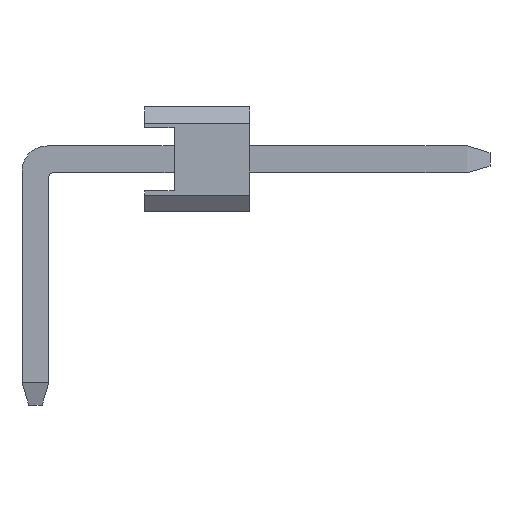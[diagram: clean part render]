
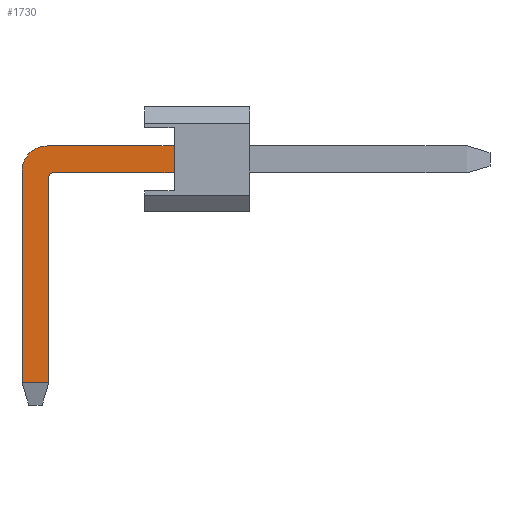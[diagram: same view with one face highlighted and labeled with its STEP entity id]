
A CAD part, left-side view. The second image highlights one B-rep face of the part: STEP entity #1730.
In plain terms, the highlighted planar face has unit normal (-1, 0, 0).
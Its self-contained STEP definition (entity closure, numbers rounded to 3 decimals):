
#1284=EDGE_CURVE('',#2366,#3366,#3738,.T.);
#1430=VERTEX_POINT('',#3900);
#1498=VERTEX_POINT('',#3970);
#1624=VERTEX_POINT('',#4105);
#1712=EDGE_CURVE('',#1430,#2046,#4202,.T.);
#1730=ADVANCED_FACE('',(#4220),#4221,.F.);
#1854=EDGE_CURVE('',#2366,#1624,#4359,.T.);
#1874=VERTEX_POINT('',#4380);
#1946=EDGE_CURVE('',#1874,#3266,#4456,.T.);
#2046=VERTEX_POINT('',#4568);
#2292=EDGE_CURVE('',#1624,#1498,#4838,.T.);
#2314=EDGE_CURVE('',#3366,#2768,#4864,.T.);
#2366=VERTEX_POINT('',#4919);
#2546=EDGE_CURVE('',#3266,#3076,#5112,.T.);
#2768=VERTEX_POINT('',#5360);
#2922=EDGE_CURVE('',#1498,#1430,#5529,.T.);
#3076=VERTEX_POINT('',#5700);
#3266=VERTEX_POINT('',#5907);
#3290=EDGE_CURVE('',#2768,#1874,#5934,.T.);
#3296=EDGE_CURVE('',#3076,#2046,#5940,.T.);
#3366=VERTEX_POINT('',#6013);
#3738=LINE('',#6428,#6429);
#3900=CARTESIAN_POINT('',(-7.94,-0.7,-0.32));
#3970=CARTESIAN_POINT('',(-7.94,-0.7,0.32));
#4105=CARTESIAN_POINT('',(-7.94,2.32,0.32));
#4202=LINE('',#7097,#7098);
#4220=FACE_OUTER_BOUND('',#7130,.T.);
#4221=PLANE('',#7131);
#4359=CIRCLE('',#7325,0.6);
#4380=CARTESIAN_POINT('',(-7.94,2.28,-5.304));
#4456=LINE('',#7472,#7473);
#4568=CARTESIAN_POINT('',(-7.94,2.18,-0.32));
#4838=LINE('',#8008,#8009);
#4864=LINE('',#8044,#8045);
#4919=CARTESIAN_POINT('',(-7.94,2.92,-0.28));
#5112=LINE('',#8406,#8407);
#5360=CARTESIAN_POINT('',(-7.94,2.92,-5.304));
#5529=LINE('',#9009,#9010);
#5700=CARTESIAN_POINT('',(-7.94,2.28,-0.42));
#5907=CARTESIAN_POINT('',(-7.94,2.28,-5.304));
#5934=LINE('',#9587,#9588);
#5940=CIRCLE('',#9599,0.1);
#6013=CARTESIAN_POINT('',(-7.94,2.92,-5.304));
#6428=CARTESIAN_POINT('',(-7.94,2.92,-0.28));
#6429=VECTOR('',#10270,1.0);
#7097=CARTESIAN_POINT('',(-7.94,-7.674,-0.32));
#7098=VECTOR('',#10705,1.0);
#7130=EDGE_LOOP('',(#10714,#10715,#10716,#10717,#10718,#10719,#10720,#10721,#10722,#10723));
#7131=AXIS2_PLACEMENT_3D('',#10724,#10725,#10726);
#7325=AXIS2_PLACEMENT_3D('',#10881,#10882,#10883);
#7472=CARTESIAN_POINT('',(-7.94,2.44,-5.85));
#7473=VECTOR('',#10953,1.0);
#8008=CARTESIAN_POINT('',(-7.94,2.32,0.32));
#8009=VECTOR('',#11342,1.0);
#8044=CARTESIAN_POINT('',(-7.94,2.92,-5.304));
#8045=VECTOR('',#11419,1.0);
#8406=CARTESIAN_POINT('',(-7.94,2.28,-5.304));
#8407=VECTOR('',#11615,1.0);
#9009=CARTESIAN_POINT('',(-7.94,-0.7,-0.535));
#9010=VECTOR('',#12109,1.0);
#9587=CARTESIAN_POINT('',(-7.94,1.311,-5.304));
#9588=VECTOR('',#12536,1.0);
#9599=AXIS2_PLACEMENT_3D('',#12539,#12540,#12541);
#10270=DIRECTION('',(0.,0.,-1.0));
#10705=DIRECTION('',(0.,1.0,0.));
#10714=ORIENTED_EDGE('',*,*,#2922,.F.);
#10715=ORIENTED_EDGE('',*,*,#2292,.F.);
#10716=ORIENTED_EDGE('',*,*,#1854,.F.);
#10717=ORIENTED_EDGE('',*,*,#1284,.T.);
#10718=ORIENTED_EDGE('',*,*,#2314,.T.);
#10719=ORIENTED_EDGE('',*,*,#3290,.T.);
#10720=ORIENTED_EDGE('',*,*,#1946,.T.);
#10721=ORIENTED_EDGE('',*,*,#2546,.T.);
#10722=ORIENTED_EDGE('',*,*,#3296,.T.);
#10723=ORIENTED_EDGE('',*,*,#1712,.F.);
#10724=CARTESIAN_POINT('',(-7.94,-0.977,-1.07));
#10725=DIRECTION('',(1.0,0.,0.));
#10726=DIRECTION('',(0.,0.,1.0));
#10881=CARTESIAN_POINT('',(-7.94,2.32,-0.28));
#10882=DIRECTION('',(1.0,0.,0.));
#10883=DIRECTION('',(0.,0.,1.0));
#10953=DIRECTION('',(0.,-0.281,0.96));
#11342=DIRECTION('',(0.,-1.0,0.));
#11419=DIRECTION('',(0.,-0.281,-0.96));
#11615=DIRECTION('',(0.,0.,1.0));
#12109=DIRECTION('',(0.,0.,-1.0));
#12536=DIRECTION('',(0.,-1.0,0.));
#12539=CARTESIAN_POINT('',(-7.94,2.18,-0.42));
#12540=DIRECTION('',(1.0,0.,0.));
#12541=DIRECTION('',(0.,0.,1.0));
